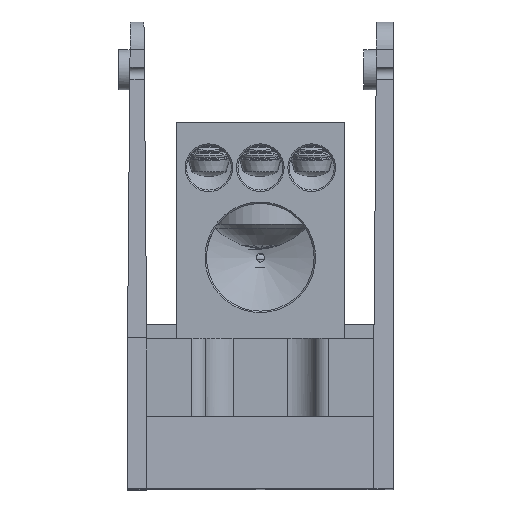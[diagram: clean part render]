
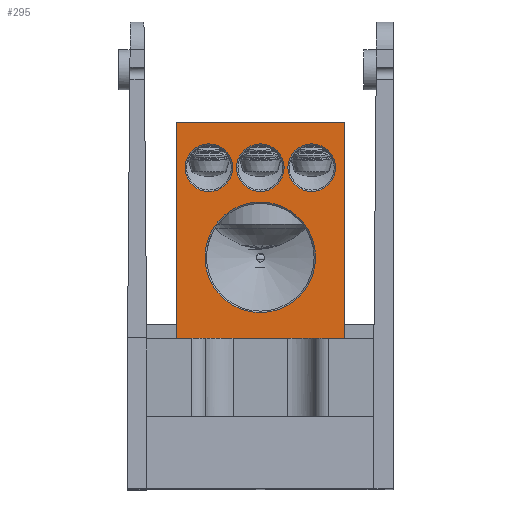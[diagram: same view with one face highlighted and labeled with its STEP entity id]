
A CAD part, top view. The second image highlights one B-rep face of the part: STEP entity #295.
In plain terms, the highlighted planar face has unit normal (0, 0, 1).
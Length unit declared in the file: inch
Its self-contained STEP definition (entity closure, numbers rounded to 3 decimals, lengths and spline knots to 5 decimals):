
#162 = LINE ( 'NONE', #23871, #12475 ) ;
#295 = ADVANCED_FACE ( 'NONE', ( #32321, #1842, #20050, #27044, #9421 ), #6635, .F. ) ;
#601 = VERTEX_POINT ( 'NONE', #8126 ) ;
#1842 = FACE_BOUND ( 'NONE', #6884, .T. ) ;
#2076 = DIRECTION ( 'NONE',  ( -1., 0., 0. ) ) ;
#2318 = DIRECTION ( 'NONE',  ( 0., 0., -1. ) ) ;
#2322 = EDGE_CURVE ( 'NONE', #8593, #21640, #162, .T. ) ;
#2419 = VERTEX_POINT ( 'NONE', #15359 ) ;
#2547 = CARTESIAN_POINT ( 'NONE',  ( 0.583, -0.75, 1.5 ) ) ;
#2723 = CIRCLE ( 'NONE', #9360, 0.166 ) ;
#3389 = EDGE_CURVE ( 'NONE', #16550, #16550, #19067, .T. ) ;
#4337 = ORIENTED_EDGE ( 'NONE', *, *, #2322, .F. ) ;
#4729 = CARTESIAN_POINT ( 'NONE',  ( -0.166, 0.437, 1.5 ) ) ;
#5065 = CARTESIAN_POINT ( 'NONE',  ( 0.583, 0.75, 1.5 ) ) ;
#5133 = CARTESIAN_POINT ( 'NONE',  ( 0.583, -0.75, 1.5 ) ) ;
#5402 = CARTESIAN_POINT ( 'NONE',  ( 0.358, 0.437, 1.5 ) ) ;
#6263 = LINE ( 'NONE', #5065, #26496 ) ;
#6635 = PLANE ( 'NONE',  #19429 ) ;
#6884 = EDGE_LOOP ( 'NONE', ( #27000 ) ) ;
#7096 = DIRECTION ( 'NONE',  ( 0., 0., -1. ) ) ;
#7992 = DIRECTION ( 'NONE',  ( -1., 0., 0. ) ) ;
#8126 = CARTESIAN_POINT ( 'NONE',  ( -0.385, -0.187, 1.5 ) ) ;
#8188 = VERTEX_POINT ( 'NONE', #13803 ) ;
#8269 = CARTESIAN_POINT ( 'NONE',  ( 0., -0.187, 1.5 ) ) ;
#8515 = CARTESIAN_POINT ( 'NONE',  ( -0.358, 0.437, 1.5 ) ) ;
#8593 = VERTEX_POINT ( 'NONE', #21702 ) ;
#9317 = AXIS2_PLACEMENT_3D ( 'NONE', #8515, #26791, #11093 ) ;
#9360 = AXIS2_PLACEMENT_3D ( 'NONE', #5402, #23589, #7992 ) ;
#9421 = FACE_OUTER_BOUND ( 'NONE', #9651, .T. ) ;
#9651 = EDGE_LOOP ( 'NONE', ( #13510, #19158, #4337, #18926 ) ) ;
#10523 = EDGE_CURVE ( 'NONE', #21640, #8188, #12988, .T. ) ;
#10568 = LINE ( 'NONE', #27243, #19129 ) ;
#10849 = DIRECTION ( 'NONE',  ( -1., 0., 0. ) ) ;
#11093 = DIRECTION ( 'NONE',  ( -1., 0., 0. ) ) ;
#11095 = EDGE_CURVE ( 'NONE', #2419, #2419, #2723, .T. ) ;
#12475 = VECTOR ( 'NONE', #20624, 39.37008 ) ;
#12764 = VECTOR ( 'NONE', #18347, 39.37008 ) ;
#12988 = LINE ( 'NONE', #17916, #12764 ) ;
#13510 = ORIENTED_EDGE ( 'NONE', *, *, #27934, .T. ) ;
#13803 = CARTESIAN_POINT ( 'NONE',  ( -0.583, -0.75, 1.5 ) ) ;
#14659 = EDGE_LOOP ( 'NONE', ( #19547 ) ) ;
#14909 = VERTEX_POINT ( 'NONE', #26039 ) ;
#15359 = CARTESIAN_POINT ( 'NONE',  ( 0.192, 0.437, 1.5 ) ) ;
#16550 = VERTEX_POINT ( 'NONE', #4729 ) ;
#17774 = EDGE_CURVE ( 'NONE', #14909, #14909, #19862, .T. ) ;
#17916 = CARTESIAN_POINT ( 'NONE',  ( 0.583, -0.75, 1.5 ) ) ;
#18347 = DIRECTION ( 'NONE',  ( -1., 0., 0. ) ) ;
#18926 = ORIENTED_EDGE ( 'NONE', *, *, #28687, .T. ) ;
#19067 = CIRCLE ( 'NONE', #24588, 0.166 ) ;
#19129 = VECTOR ( 'NONE', #27028, 39.37008 ) ;
#19158 = ORIENTED_EDGE ( 'NONE', *, *, #10523, .F. ) ;
#19429 = AXIS2_PLACEMENT_3D ( 'NONE', #2547, #2318, #2076 ) ;
#19547 = ORIENTED_EDGE ( 'NONE', *, *, #29801, .T. ) ;
#19862 = CIRCLE ( 'NONE', #9317, 0.166 ) ;
#20050 = FACE_BOUND ( 'NONE', #25164, .T. ) ;
#20624 = DIRECTION ( 'NONE',  ( 0., -1., 0. ) ) ;
#21640 = VERTEX_POINT ( 'NONE', #5133 ) ;
#21702 = CARTESIAN_POINT ( 'NONE',  ( 0.583, 0.75, 1.5 ) ) ;
#22968 = ORIENTED_EDGE ( 'NONE', *, *, #11095, .T. ) ;
#23589 = DIRECTION ( 'NONE',  ( 0., 0., -1. ) ) ;
#23871 = CARTESIAN_POINT ( 'NONE',  ( 0.583, -0.75, 1.5 ) ) ;
#24588 = AXIS2_PLACEMENT_3D ( 'NONE', #26415, #7096, #26344 ) ;
#25164 = EDGE_LOOP ( 'NONE', ( #22968 ) ) ;
#26039 = CARTESIAN_POINT ( 'NONE',  ( -0.524, 0.437, 1.5 ) ) ;
#26320 = AXIS2_PLACEMENT_3D ( 'NONE', #8269, #26532, #10849 ) ;
#26344 = DIRECTION ( 'NONE',  ( -1., 0., 0. ) ) ;
#26415 = CARTESIAN_POINT ( 'NONE',  ( 0., 0.437, 1.5 ) ) ;
#26496 = VECTOR ( 'NONE', #28661, 39.37008 ) ;
#26532 = DIRECTION ( 'NONE',  ( 0., 0., -1. ) ) ;
#26791 = DIRECTION ( 'NONE',  ( 0., 0., -1. ) ) ;
#27000 = ORIENTED_EDGE ( 'NONE', *, *, #3389, .T. ) ;
#27028 = DIRECTION ( 'NONE',  ( 0., -1., 0. ) ) ;
#27044 = FACE_BOUND ( 'NONE', #14659, .T. ) ;
#27243 = CARTESIAN_POINT ( 'NONE',  ( -0.583, -0.75, 1.5 ) ) ;
#27934 = EDGE_CURVE ( 'NONE', #28616, #8188, #10568, .T. ) ;
#27966 = CARTESIAN_POINT ( 'NONE',  ( -0.583, 0.75, 1.5 ) ) ;
#28205 = CIRCLE ( 'NONE', #26320, 0.385 ) ;
#28616 = VERTEX_POINT ( 'NONE', #27966 ) ;
#28661 = DIRECTION ( 'NONE',  ( -1., 0., 0. ) ) ;
#28687 = EDGE_CURVE ( 'NONE', #8593, #28616, #6263, .T. ) ;
#29801 = EDGE_CURVE ( 'NONE', #601, #601, #28205, .T. ) ;
#30388 = EDGE_LOOP ( 'NONE', ( #31861 ) ) ;
#31861 = ORIENTED_EDGE ( 'NONE', *, *, #17774, .T. ) ;
#32321 = FACE_BOUND ( 'NONE', #30388, .T. ) ;
